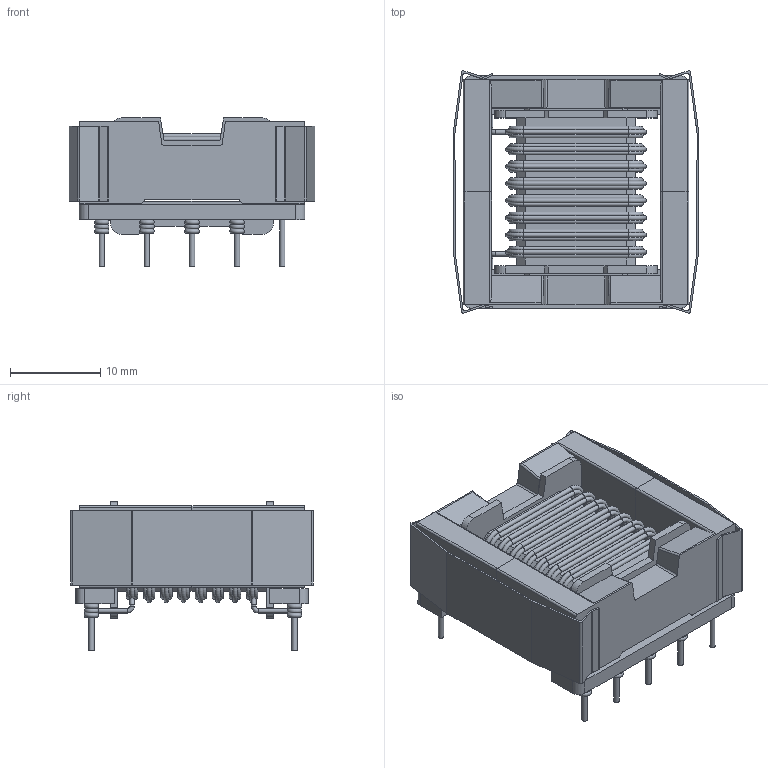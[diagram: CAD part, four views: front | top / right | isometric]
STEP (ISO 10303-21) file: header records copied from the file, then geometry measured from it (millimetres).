
FILE_DESCRIPTION(/* description */ (''),/* implementation_level */ '2;1');
FILE_NAME(/* name */ 'IND_EDA-03140-V1-0 _misc1.stp',/* time_stamp */ '2015-03-05T16:21:23+01:00',/* author */ ('admchouv'),/* organization */ (''),/* preprocessor_version */ 'ST-DEVELOPER v15.5',/* originating_system */ 'AutoCAD Mechanical',/* authorisation */ '');
FILE_SCHEMA (('AUTOMOTIVE_DESIGN { 1 0 10303 214 3 1 1 }'));
Length unit declared in the file: millimetre
Products named in the file (1): Product
Bounding box: 27.18 x 26.87 x 16.4 mm (x, y, z)
Volume: 4488.2 mm3; surface area: 8754.9 mm2
Topology: 91 solids, 91 shells, 642 faces, 1412 edges, 840 vertices
Faces by surface type: cylinder 244, plane 230, torus 168
Full cylindrical faces by diameter (mm): 0.5 x152, 0.6 x10
Entity records: 16061 total; most frequent: DIRECTION 2940, CARTESIAN_POINT 2589, ORIENTED_EDGE 2212, AXIS2_PLACEMENT_3D 1191, EDGE_CURVE 1106, EDGE_LOOP 954, VERTEX_POINT 840, FACE_OUTER_BOUND 642
